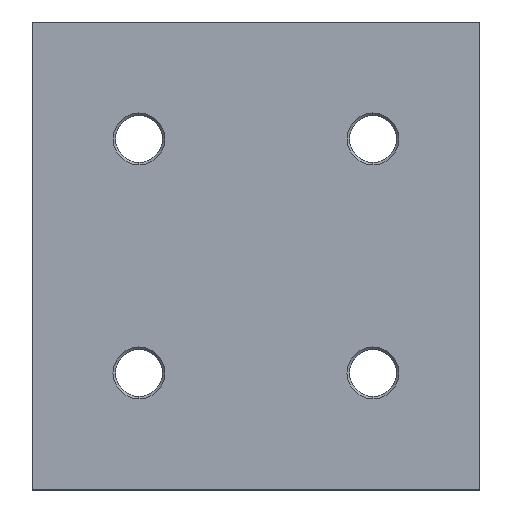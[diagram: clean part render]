
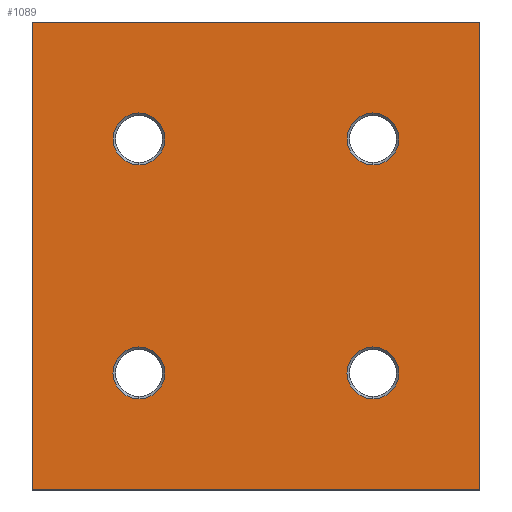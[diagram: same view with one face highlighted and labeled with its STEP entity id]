
A CAD part, front view. The second image highlights one B-rep face of the part: STEP entity #1089.
In plain terms, the highlighted planar face has unit normal (0, -1, 0).
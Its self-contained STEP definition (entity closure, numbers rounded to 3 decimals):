
#1 = DIRECTION ( 'NONE',  ( 0., 1., 0. ) ) ;
#60 = DIRECTION ( 'NONE',  ( 0., 0., 1. ) ) ;
#66 = DIRECTION ( 'NONE',  ( 0., 1., 0. ) ) ;
#107 = FACE_BOUND ( 'NONE', #117, .T. ) ;
#115 = CARTESIAN_POINT ( 'NONE',  ( -43., 0., 0. ) ) ;
#117 = EDGE_LOOP ( 'NONE', ( #1159, #1676 ) ) ;
#121 = EDGE_CURVE ( 'NONE', #316, #1599, #1387, .T. ) ;
#161 = VECTOR ( 'NONE', #948, 1000. ) ;
#163 = AXIS2_PLACEMENT_3D ( 'NONE', #1672, #993, #597 ) ;
#164 = CIRCLE ( 'NONE', #783, 5. ) ;
#178 = EDGE_CURVE ( 'NONE', #1410, #1515, #638, .T. ) ;
#192 = CIRCLE ( 'NONE', #390, 5. ) ;
#231 = DIRECTION ( 'NONE',  ( 0., 1., 0. ) ) ;
#240 = CARTESIAN_POINT ( 'NONE',  ( 43., 0., 90. ) ) ;
#243 = DIRECTION ( 'NONE',  ( 0., 0., 1. ) ) ;
#251 = DIRECTION ( 'NONE',  ( 0., 1., 0. ) ) ;
#260 = VERTEX_POINT ( 'NONE', #115 ) ;
#261 = FACE_BOUND ( 'NONE', #914, .T. ) ;
#268 = CARTESIAN_POINT ( 'NONE',  ( 43., 0., 90. ) ) ;
#276 = VERTEX_POINT ( 'NONE', #1359 ) ;
#284 = CARTESIAN_POINT ( 'NONE',  ( -22.5, 0., 62.5 ) ) ;
#289 = CARTESIAN_POINT ( 'NONE',  ( 22.5, 0., 72.5 ) ) ;
#290 = ORIENTED_EDGE ( 'NONE', *, *, #1711, .F. ) ;
#293 = LINE ( 'NONE', #1522, #336 ) ;
#305 = ORIENTED_EDGE ( 'NONE', *, *, #1630, .T. ) ;
#312 = ORIENTED_EDGE ( 'NONE', *, *, #1005, .F. ) ;
#316 = VERTEX_POINT ( 'NONE', #1235 ) ;
#328 = EDGE_CURVE ( 'NONE', #1457, #276, #164, .T. ) ;
#336 = VECTOR ( 'NONE', #1674, 1000. ) ;
#343 = ORIENTED_EDGE ( 'NONE', *, *, #178, .T. ) ;
#349 = DIRECTION ( 'NONE',  ( 0., 1., 0. ) ) ;
#383 = LINE ( 'NONE', #268, #161 ) ;
#390 = AXIS2_PLACEMENT_3D ( 'NONE', #1704, #1730, #243 ) ;
#423 = EDGE_CURVE ( 'NONE', #1179, #626, #192, .T. ) ;
#456 = CARTESIAN_POINT ( 'NONE',  ( -22.5, 0., 22.5 ) ) ;
#460 = ORIENTED_EDGE ( 'NONE', *, *, #121, .T. ) ;
#472 = AXIS2_PLACEMENT_3D ( 'NONE', #240, #251, #1619 ) ;
#475 = CARTESIAN_POINT ( 'NONE',  ( 43., 0., 0. ) ) ;
#522 = DIRECTION ( 'NONE',  ( -1., 0., 0. ) ) ;
#525 = EDGE_LOOP ( 'NONE', ( #1492, #1511 ) ) ;
#589 = CIRCLE ( 'NONE', #163, 5. ) ;
#597 = DIRECTION ( 'NONE',  ( 0., 0., 1. ) ) ;
#613 = DIRECTION ( 'NONE',  ( 0., 0., 1. ) ) ;
#616 = VERTEX_POINT ( 'NONE', #1636 ) ;
#626 = VERTEX_POINT ( 'NONE', #1744 ) ;
#630 = LINE ( 'NONE', #475, #908 ) ;
#638 = LINE ( 'NONE', #1326, #1724 ) ;
#663 = FACE_BOUND ( 'NONE', #1465, .T. ) ;
#671 = FACE_OUTER_BOUND ( 'NONE', #1741, .T. ) ;
#696 = CIRCLE ( 'NONE', #1693, 5. ) ;
#730 = DIRECTION ( 'NONE',  ( 0., 1., 0. ) ) ;
#756 = DIRECTION ( 'NONE',  ( 0., 0., 1. ) ) ;
#759 = EDGE_CURVE ( 'NONE', #1515, #260, #293, .T. ) ;
#775 = CARTESIAN_POINT ( 'NONE',  ( 43., 0., 0. ) ) ;
#783 = AXIS2_PLACEMENT_3D ( 'NONE', #1379, #1, #1487 ) ;
#818 = AXIS2_PLACEMENT_3D ( 'NONE', #996, #66, #892 ) ;
#875 = CARTESIAN_POINT ( 'NONE',  ( 22.5, 0., 22.5 ) ) ;
#877 = CARTESIAN_POINT ( 'NONE',  ( 22.5, 0., 67.5 ) ) ;
#881 = EDGE_CURVE ( 'NONE', #1599, #316, #696, .T. ) ;
#892 = DIRECTION ( 'NONE',  ( 0., 0., 1. ) ) ;
#908 = VECTOR ( 'NONE', #1015, 1000. ) ;
#914 = EDGE_LOOP ( 'NONE', ( #1163, #460 ) ) ;
#948 = DIRECTION ( 'NONE',  ( 0., 0., -1. ) ) ;
#993 = DIRECTION ( 'NONE',  ( 0., 1., 0. ) ) ;
#996 = CARTESIAN_POINT ( 'NONE',  ( 22.5, 0., 67.5 ) ) ;
#1005 = EDGE_CURVE ( 'NONE', #1410, #1459, #383, .T. ) ;
#1015 = DIRECTION ( 'NONE',  ( -1., 0., 0. ) ) ;
#1018 = CIRCLE ( 'NONE', #1226, 5. ) ;
#1089 = ADVANCED_FACE ( 'NONE', ( #663, #261, #107, #1600, #671 ), #1469, .F. ) ;
#1159 = ORIENTED_EDGE ( 'NONE', *, *, #423, .T. ) ;
#1163 = ORIENTED_EDGE ( 'NONE', *, *, #881, .T. ) ;
#1173 = EDGE_CURVE ( 'NONE', #626, #1179, #589, .T. ) ;
#1179 = VERTEX_POINT ( 'NONE', #284 ) ;
#1226 = AXIS2_PLACEMENT_3D ( 'NONE', #456, #730, #756 ) ;
#1235 = CARTESIAN_POINT ( 'NONE',  ( 22.5, 0., 27.5 ) ) ;
#1272 = ORIENTED_EDGE ( 'NONE', *, *, #759, .T. ) ;
#1322 = DIRECTION ( 'NONE',  ( 0., 0., 1. ) ) ;
#1326 = CARTESIAN_POINT ( 'NONE',  ( 43., 0., 90. ) ) ;
#1353 = EDGE_CURVE ( 'NONE', #616, #1618, #1666, .T. ) ;
#1359 = CARTESIAN_POINT ( 'NONE',  ( -22.5, 0., 17.5 ) ) ;
#1379 = CARTESIAN_POINT ( 'NONE',  ( -22.5, 0., 22.5 ) ) ;
#1387 = CIRCLE ( 'NONE', #1637, 5. ) ;
#1407 = DIRECTION ( 'NONE',  ( 0., 1., 0. ) ) ;
#1410 = VERTEX_POINT ( 'NONE', #1624 ) ;
#1428 = CARTESIAN_POINT ( 'NONE',  ( 22.5, 0., 22.5 ) ) ;
#1457 = VERTEX_POINT ( 'NONE', #1757 ) ;
#1459 = VERTEX_POINT ( 'NONE', #775 ) ;
#1465 = EDGE_LOOP ( 'NONE', ( #1566, #305 ) ) ;
#1469 = PLANE ( 'NONE',  #472 ) ;
#1487 = DIRECTION ( 'NONE',  ( 0., 0., 1. ) ) ;
#1492 = ORIENTED_EDGE ( 'NONE', *, *, #1643, .T. ) ;
#1497 = CARTESIAN_POINT ( 'NONE',  ( -43., 0., 90. ) ) ;
#1508 = CARTESIAN_POINT ( 'NONE',  ( 22.5, 0., 17.5 ) ) ;
#1511 = ORIENTED_EDGE ( 'NONE', *, *, #328, .T. ) ;
#1515 = VERTEX_POINT ( 'NONE', #1497 ) ;
#1522 = CARTESIAN_POINT ( 'NONE',  ( -43., 0., 90. ) ) ;
#1566 = ORIENTED_EDGE ( 'NONE', *, *, #1353, .T. ) ;
#1599 = VERTEX_POINT ( 'NONE', #1508 ) ;
#1600 = FACE_BOUND ( 'NONE', #525, .T. ) ;
#1618 = VERTEX_POINT ( 'NONE', #289 ) ;
#1619 = DIRECTION ( 'NONE',  ( 0., 0., 1. ) ) ;
#1624 = CARTESIAN_POINT ( 'NONE',  ( 43., 0., 90. ) ) ;
#1630 = EDGE_CURVE ( 'NONE', #1618, #616, #1646, .T. ) ;
#1636 = CARTESIAN_POINT ( 'NONE',  ( 22.5, 0., 62.5 ) ) ;
#1637 = AXIS2_PLACEMENT_3D ( 'NONE', #875, #1407, #60 ) ;
#1638 = AXIS2_PLACEMENT_3D ( 'NONE', #877, #231, #613 ) ;
#1643 = EDGE_CURVE ( 'NONE', #276, #1457, #1018, .T. ) ;
#1646 = CIRCLE ( 'NONE', #818, 5. ) ;
#1666 = CIRCLE ( 'NONE', #1638, 5. ) ;
#1672 = CARTESIAN_POINT ( 'NONE',  ( -22.5, 0., 67.5 ) ) ;
#1674 = DIRECTION ( 'NONE',  ( 0., 0., -1. ) ) ;
#1676 = ORIENTED_EDGE ( 'NONE', *, *, #1173, .T. ) ;
#1693 = AXIS2_PLACEMENT_3D ( 'NONE', #1428, #349, #1322 ) ;
#1704 = CARTESIAN_POINT ( 'NONE',  ( -22.5, 0., 67.5 ) ) ;
#1711 = EDGE_CURVE ( 'NONE', #1459, #260, #630, .T. ) ;
#1724 = VECTOR ( 'NONE', #522, 1000. ) ;
#1730 = DIRECTION ( 'NONE',  ( 0., 1., 0. ) ) ;
#1741 = EDGE_LOOP ( 'NONE', ( #1272, #290, #312, #343 ) ) ;
#1744 = CARTESIAN_POINT ( 'NONE',  ( -22.5, 0., 72.5 ) ) ;
#1757 = CARTESIAN_POINT ( 'NONE',  ( -22.5, 0., 27.5 ) ) ;
